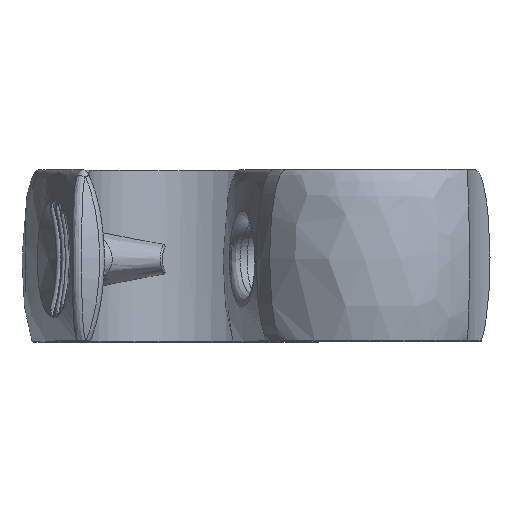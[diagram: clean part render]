
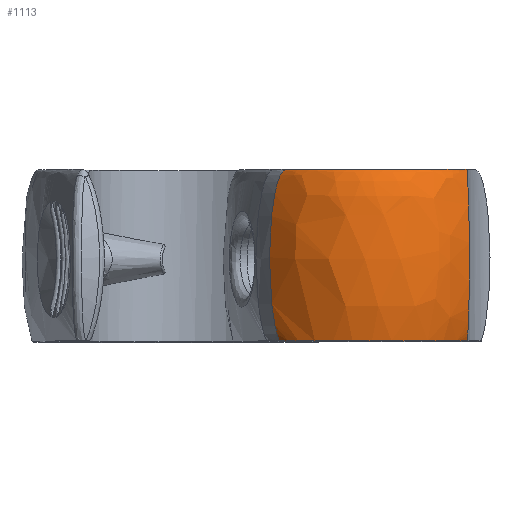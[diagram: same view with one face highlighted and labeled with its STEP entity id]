
A CAD part, top view. The second image highlights one B-rep face of the part: STEP entity #1113.
In plain terms, the highlighted free-form (B-spline) face has degree [2, 2] with [9, 7] control points.
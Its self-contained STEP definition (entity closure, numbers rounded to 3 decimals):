
#37=ELLIPSE('',#1187,12.5,2.5);
#59=(
BOUNDED_SURFACE()
B_SPLINE_SURFACE(2,2,((#3141,#3142,#3143,#3144,#3145,#3146,#3147),(#3148,
#3149,#3150,#3151,#3152,#3153,#3154),(#3155,#3156,#3157,#3158,#3159,#3160,
#3161),(#3162,#3163,#3164,#3165,#3166,#3167,#3168),(#3169,#3170,#3171,#3172,
#3173,#3174,#3175),(#3176,#3177,#3178,#3179,#3180,#3181,#3182),(#3183,#3184,
#3185,#3186,#3187,#3188,#3189),(#3190,#3191,#3192,#3193,#3194,#3195,#3196),
(#3197,#3198,#3199,#3200,#3201,#3202,#3203)),.UNSPECIFIED.,.T.,.F.,.F.)
B_SPLINE_SURFACE_WITH_KNOTS((3,2,2,2,3),(3,2,2,3),(-3.142,-1.571,
0.,1.571,3.142),(0.,1.168,2.337,
3.505),.UNSPECIFIED.)
GEOMETRIC_REPRESENTATION_ITEM()
RATIONAL_B_SPLINE_SURFACE(((1.,0.834,1.,0.834,1.,
0.834,1.),(0.707,0.59,0.707,
0.59,0.707,0.59,0.707),
(1.,0.834,1.,0.834,1.,0.834,1.),(0.707,
0.59,0.707,0.59,0.707,0.59,
0.707),(1.,0.834,1.,0.834,1.,0.834,
1.),(0.707,0.59,0.707,0.59,
0.707,0.59,0.707),(1.,0.834,
1.,0.834,1.,0.834,1.),(0.707,0.59,
0.707,0.59,0.707,0.59,0.707),
(1.,0.834,1.,0.834,1.,0.834,1.)))
REPRESENTATION_ITEM('')
SURFACE()
);
#85=CIRCLE('',#1189,15.);
#199=FACE_OUTER_BOUND('',#272,.T.);
#272=EDGE_LOOP('',(#891,#892,#893,#894,#895));
#312=B_SPLINE_CURVE_WITH_KNOTS('',3,(#1499,#1500,#1501,#1502,#1503,#1504,
#1505),.UNSPECIFIED.,.F.,.F.,(4,1,1,1,4),(0.217,1.1,
1.989,2.878,3.322),.UNSPECIFIED.);
#356=B_SPLINE_CURVE_WITH_KNOTS('',3,(#2021,#2022,#2023,#2024),
 .UNSPECIFIED.,.F.,.F.,(4,4),(-0.016,-0.015),
 .UNSPECIFIED.);
#396=B_SPLINE_CURVE_WITH_KNOTS('',3,(#3205,#3206,#3207,#3208,#3209,#3210,
#3211,#3212,#3213,#3214,#3215,#3216,#3217,#3218,#3219,#3220,#3221,#3222),
 .UNSPECIFIED.,.F.,.F.,(4,2,2,2,2,2,2,2,4),(-2.601,-2.508,
-2.199,-1.378,-0.667,-0.395,
-0.261,-0.154,0.),.UNSPECIFIED.);
#407=VERTEX_POINT('',#1497);
#408=VERTEX_POINT('',#1498);
#449=VERTEX_POINT('',#2019);
#486=VERTEX_POINT('',#3138);
#487=VERTEX_POINT('',#3204);
#521=EDGE_CURVE('',#407,#408,#312,.T.);
#575=EDGE_CURVE('',#449,#407,#356,.T.);
#632=EDGE_CURVE('',#486,#408,#37,.T.);
#634=EDGE_CURVE('',#449,#487,#396,.T.);
#635=EDGE_CURVE('',#487,#486,#85,.T.);
#891=ORIENTED_EDGE('',*,*,#575,.F.);
#892=ORIENTED_EDGE('',*,*,#634,.T.);
#893=ORIENTED_EDGE('',*,*,#635,.T.);
#894=ORIENTED_EDGE('',*,*,#632,.T.);
#895=ORIENTED_EDGE('',*,*,#521,.F.);
#1113=ADVANCED_FACE('',(#199),#59,.T.);
#1187=AXIS2_PLACEMENT_3D('',#3139,#1316,#1317);
#1189=AXIS2_PLACEMENT_3D('',#3223,#1320,#1321);
#1316=DIRECTION('center_axis',(0.356,0.,0.935));
#1317=DIRECTION('ref_axis',(0.,1.,0.));
#1320=DIRECTION('center_axis',(0.,-1.,0.));
#1321=DIRECTION('ref_axis',(-0.748,0.,0.664));
#1497=CARTESIAN_POINT('',(52.01,-11.408,0.748));
#1498=CARTESIAN_POINT('',(25.777,-11.408,3.507));
#1499=CARTESIAN_POINT('Ctrl Pts',(52.01,-11.408,0.748));
#1500=CARTESIAN_POINT('Ctrl Pts',(50.618,-11.408,3.337));
#1501=CARTESIAN_POINT('Ctrl Pts',(46.347,-11.408,7.745));
#1502=CARTESIAN_POINT('Ctrl Pts',(37.412,-11.408,9.99));
#1503=CARTESIAN_POINT('Ctrl Pts',(30.084,-11.408,7.637));
#1504=CARTESIAN_POINT('Ctrl Pts',(26.736,-11.408,4.639));
#1505=CARTESIAN_POINT('Ctrl Pts',(25.777,-11.408,3.507));
#2019=CARTESIAN_POINT('',(52.018,-11.4,0.741));
#2021=CARTESIAN_POINT('Ctrl Pts',(52.018,-11.4,0.741));
#2022=CARTESIAN_POINT('Ctrl Pts',(52.016,-11.403,0.743));
#2023=CARTESIAN_POINT('Ctrl Pts',(52.013,-11.405,0.746));
#2024=CARTESIAN_POINT('Ctrl Pts',(52.01,-11.408,0.748));
#3138=CARTESIAN_POINT('',(26.732,12.5,3.144));
#3139=CARTESIAN_POINT('Origin',(26.732,0.,3.144));
#3141=CARTESIAN_POINT('Ctrl Pts',(26.732,-12.5,3.144));
#3142=CARTESIAN_POINT('Ctrl Pts',(33.313,-12.5,10.564));
#3143=CARTESIAN_POINT('Ctrl Pts',(42.718,-12.5,7.414));
#3144=CARTESIAN_POINT('Ctrl Pts',(52.123,-12.5,4.264));
#3145=CARTESIAN_POINT('Ctrl Pts',(52.907,-12.5,-5.623));
#3146=CARTESIAN_POINT('Ctrl Pts',(53.691,-12.5,-15.511));
#3147=CARTESIAN_POINT('Ctrl Pts',(44.901,-12.5,-20.104));
#3148=CARTESIAN_POINT('Ctrl Pts',(29.069,-12.5,2.255));
#3149=CARTESIAN_POINT('Ctrl Pts',(35.062,-12.5,8.13));
#3150=CARTESIAN_POINT('Ctrl Pts',(42.815,-12.5,4.916));
#3151=CARTESIAN_POINT('Ctrl Pts',(50.568,-12.5,1.701));
#3152=CARTESIAN_POINT('Ctrl Pts',(50.646,-12.5,-6.691));
#3153=CARTESIAN_POINT('Ctrl Pts',(50.725,-12.5,-15.083));
#3154=CARTESIAN_POINT('Ctrl Pts',(43.033,-12.5,-18.442));
#3155=CARTESIAN_POINT('Ctrl Pts',(29.069,0.,
2.255));
#3156=CARTESIAN_POINT('Ctrl Pts',(35.062,0.,
8.13));
#3157=CARTESIAN_POINT('Ctrl Pts',(42.815,0.,
4.916));
#3158=CARTESIAN_POINT('Ctrl Pts',(50.568,0.,
1.701));
#3159=CARTESIAN_POINT('Ctrl Pts',(50.646,0.,
-6.691));
#3160=CARTESIAN_POINT('Ctrl Pts',(50.725,0.,
-15.083));
#3161=CARTESIAN_POINT('Ctrl Pts',(43.033,0.,
-18.442));
#3162=CARTESIAN_POINT('Ctrl Pts',(29.069,12.5,2.255));
#3163=CARTESIAN_POINT('Ctrl Pts',(35.062,12.5,8.13));
#3164=CARTESIAN_POINT('Ctrl Pts',(42.815,12.5,4.916));
#3165=CARTESIAN_POINT('Ctrl Pts',(50.568,12.5,1.701));
#3166=CARTESIAN_POINT('Ctrl Pts',(50.646,12.5,-6.691));
#3167=CARTESIAN_POINT('Ctrl Pts',(50.725,12.5,-15.083));
#3168=CARTESIAN_POINT('Ctrl Pts',(43.033,12.5,-18.442));
#3169=CARTESIAN_POINT('Ctrl Pts',(26.732,12.5,3.144));
#3170=CARTESIAN_POINT('Ctrl Pts',(33.313,12.5,10.564));
#3171=CARTESIAN_POINT('Ctrl Pts',(42.718,12.5,7.414));
#3172=CARTESIAN_POINT('Ctrl Pts',(52.123,12.5,4.264));
#3173=CARTESIAN_POINT('Ctrl Pts',(52.907,12.5,-5.623));
#3174=CARTESIAN_POINT('Ctrl Pts',(53.691,12.5,-15.511));
#3175=CARTESIAN_POINT('Ctrl Pts',(44.901,12.5,-20.104));
#3176=CARTESIAN_POINT('Ctrl Pts',(24.395,12.5,4.033));
#3177=CARTESIAN_POINT('Ctrl Pts',(31.565,12.5,12.998));
#3178=CARTESIAN_POINT('Ctrl Pts',(42.621,12.5,9.912));
#3179=CARTESIAN_POINT('Ctrl Pts',(53.677,12.5,6.826));
#3180=CARTESIAN_POINT('Ctrl Pts',(55.167,12.5,-4.556));
#3181=CARTESIAN_POINT('Ctrl Pts',(56.657,12.5,-15.938));
#3182=CARTESIAN_POINT('Ctrl Pts',(46.768,12.5,-21.766));
#3183=CARTESIAN_POINT('Ctrl Pts',(24.395,0.,
4.033));
#3184=CARTESIAN_POINT('Ctrl Pts',(31.565,0.,
12.998));
#3185=CARTESIAN_POINT('Ctrl Pts',(42.621,0.,
9.912));
#3186=CARTESIAN_POINT('Ctrl Pts',(53.677,0.,
6.826));
#3187=CARTESIAN_POINT('Ctrl Pts',(55.167,0.,
-4.556));
#3188=CARTESIAN_POINT('Ctrl Pts',(56.657,0.,
-15.938));
#3189=CARTESIAN_POINT('Ctrl Pts',(46.768,0.,
-21.766));
#3190=CARTESIAN_POINT('Ctrl Pts',(24.395,-12.5,4.033));
#3191=CARTESIAN_POINT('Ctrl Pts',(31.565,-12.5,12.998));
#3192=CARTESIAN_POINT('Ctrl Pts',(42.621,-12.5,9.912));
#3193=CARTESIAN_POINT('Ctrl Pts',(53.677,-12.5,6.826));
#3194=CARTESIAN_POINT('Ctrl Pts',(55.167,-12.5,-4.556));
#3195=CARTESIAN_POINT('Ctrl Pts',(56.657,-12.5,-15.938));
#3196=CARTESIAN_POINT('Ctrl Pts',(46.768,-12.5,-21.766));
#3197=CARTESIAN_POINT('Ctrl Pts',(26.732,-12.5,3.144));
#3198=CARTESIAN_POINT('Ctrl Pts',(33.313,-12.5,10.564));
#3199=CARTESIAN_POINT('Ctrl Pts',(42.718,-12.5,7.414));
#3200=CARTESIAN_POINT('Ctrl Pts',(52.123,-12.5,4.264));
#3201=CARTESIAN_POINT('Ctrl Pts',(52.907,-12.5,-5.623));
#3202=CARTESIAN_POINT('Ctrl Pts',(53.691,-12.5,-15.511));
#3203=CARTESIAN_POINT('Ctrl Pts',(44.901,-12.5,-20.104));
#3204=CARTESIAN_POINT('',(52.117,12.5,-1.87));
#3205=CARTESIAN_POINT('Ctrl Pts',(52.018,-11.4,0.741));
#3206=CARTESIAN_POINT('Ctrl Pts',(52.024,-11.246,0.866));
#3207=CARTESIAN_POINT('Ctrl Pts',(52.032,-11.069,0.99));
#3208=CARTESIAN_POINT('Ctrl Pts',(52.072,-10.175,1.524));
#3209=CARTESIAN_POINT('Ctrl Pts',(52.111,-9.31,1.837));
#3210=CARTESIAN_POINT('Ctrl Pts',(52.235,-5.946,2.727));
#3211=CARTESIAN_POINT('Ctrl Pts',(52.305,-2.61,3.008));
#3212=CARTESIAN_POINT('Ctrl Pts',(52.289,3.408,2.931));
#3213=CARTESIAN_POINT('Ctrl Pts',(52.226,6.198,2.651));
#3214=CARTESIAN_POINT('Ctrl Pts',(52.117,9.143,1.885));
#3215=CARTESIAN_POINT('Ctrl Pts',(52.078,10.038,1.586));
#3216=CARTESIAN_POINT('Ctrl Pts',(52.029,11.134,0.959));
#3217=CARTESIAN_POINT('Ctrl Pts',(52.013,11.484,0.707));
#3218=CARTESIAN_POINT('Ctrl Pts',(51.999,11.99,0.152));
#3219=CARTESIAN_POINT('Ctrl Pts',(51.997,12.165,-0.12));
#3220=CARTESIAN_POINT('Ctrl Pts',(52.019,12.46,-0.883));
#3221=CARTESIAN_POINT('Ctrl Pts',(52.053,12.5,-1.359));
#3222=CARTESIAN_POINT('Ctrl Pts',(52.117,12.5,-1.87));
#3223=CARTESIAN_POINT('Origin',(37.954,12.5,-6.81));
